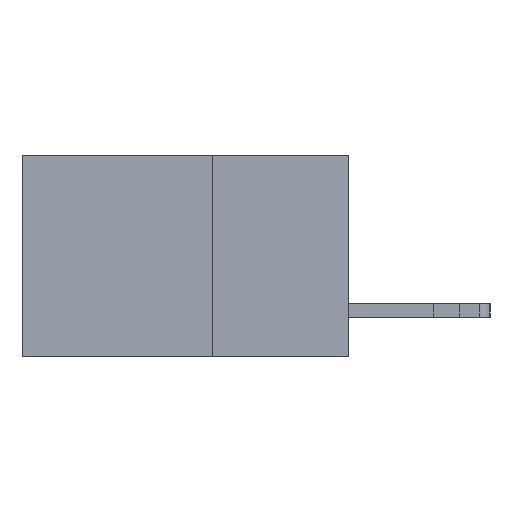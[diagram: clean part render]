
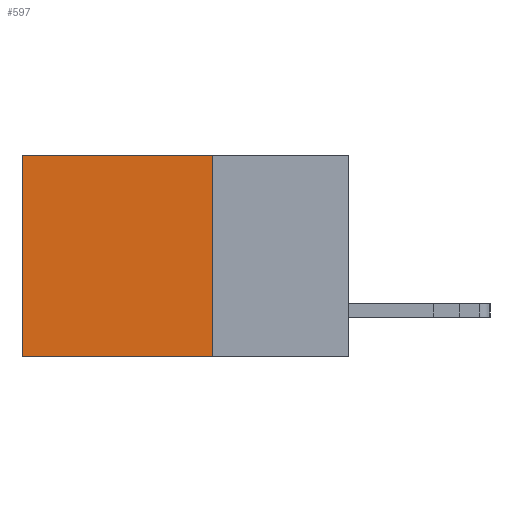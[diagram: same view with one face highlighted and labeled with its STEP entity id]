
A CAD part, left-side view. The second image highlights one B-rep face of the part: STEP entity #597.
In plain terms, the highlighted planar face has unit normal (-1, 0, 0).
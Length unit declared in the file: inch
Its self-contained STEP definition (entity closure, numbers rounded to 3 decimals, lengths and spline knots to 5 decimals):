
#196 = ORIENTED_EDGE ( 'NONE', *, *, #11481, .T. ) ;
#597 = ADVANCED_FACE ( 'NONE', ( #9622 ), #14788, .F. ) ;
#613 = VECTOR ( 'NONE', #18236, 39.37008 ) ;
#697 = EDGE_LOOP ( 'NONE', ( #20013, #8764, #6114, #196 ) ) ;
#1237 = LINE ( 'NONE', #6292, #613 ) ;
#2721 = VERTEX_POINT ( 'NONE', #21441 ) ;
#2799 = VERTEX_POINT ( 'NONE', #18169 ) ;
#5800 = LINE ( 'NONE', #19511, #11178 ) ;
#6081 = VERTEX_POINT ( 'NONE', #19592 ) ;
#6114 = ORIENTED_EDGE ( 'NONE', *, *, #24111, .F. ) ;
#6292 = CARTESIAN_POINT ( 'NONE',  ( 0.298, 0.6, 0. ) ) ;
#7850 = EDGE_CURVE ( 'NONE', #14230, #6081, #9517, .T. ) ;
#8764 = ORIENTED_EDGE ( 'NONE', *, *, #7850, .F. ) ;
#9517 = LINE ( 'NONE', #15836, #24595 ) ;
#9622 = FACE_OUTER_BOUND ( 'NONE', #697, .T. ) ;
#11178 = VECTOR ( 'NONE', #13661, 39.37008 ) ;
#11481 = EDGE_CURVE ( 'NONE', #2799, #2721, #5800, .T. ) ;
#13047 = VECTOR ( 'NONE', #17682, 39.37008 ) ;
#13661 = DIRECTION ( 'NONE',  ( 0., 1., 0. ) ) ;
#14230 = VERTEX_POINT ( 'NONE', #23435 ) ;
#14559 = DIRECTION ( 'NONE',  ( 0., 0., -1. ) ) ;
#14643 = DIRECTION ( 'NONE',  ( 1., 0., 0. ) ) ;
#14788 = PLANE ( 'NONE',  #16358 ) ;
#15548 = CARTESIAN_POINT ( 'NONE',  ( 0.298, 0.25, 0. ) ) ;
#15836 = CARTESIAN_POINT ( 'NONE',  ( 0.298, 0.25, -0.37 ) ) ;
#16358 = AXIS2_PLACEMENT_3D ( 'NONE', #15548, #14643, #14559 ) ;
#16483 = EDGE_CURVE ( 'NONE', #2721, #6081, #1237, .T. ) ;
#17682 = DIRECTION ( 'NONE',  ( 0., 0., -1. ) ) ;
#18169 = CARTESIAN_POINT ( 'NONE',  ( 0.298, 0.25, 0. ) ) ;
#18236 = DIRECTION ( 'NONE',  ( 0., 0., -1. ) ) ;
#18825 = LINE ( 'NONE', #25429, #13047 ) ;
#19511 = CARTESIAN_POINT ( 'NONE',  ( 0.298, 0.25, 0. ) ) ;
#19592 = CARTESIAN_POINT ( 'NONE',  ( 0.298, 0.6, -0.37 ) ) ;
#20013 = ORIENTED_EDGE ( 'NONE', *, *, #16483, .T. ) ;
#21441 = CARTESIAN_POINT ( 'NONE',  ( 0.298, 0.6, 0. ) ) ;
#23435 = CARTESIAN_POINT ( 'NONE',  ( 0.298, 0.25, -0.37 ) ) ;
#24111 = EDGE_CURVE ( 'NONE', #2799, #14230, #18825, .T. ) ;
#24595 = VECTOR ( 'NONE', #25505, 39.37008 ) ;
#25429 = CARTESIAN_POINT ( 'NONE',  ( 0.298, 0.25, 0. ) ) ;
#25505 = DIRECTION ( 'NONE',  ( 0., 1., 0. ) ) ;
